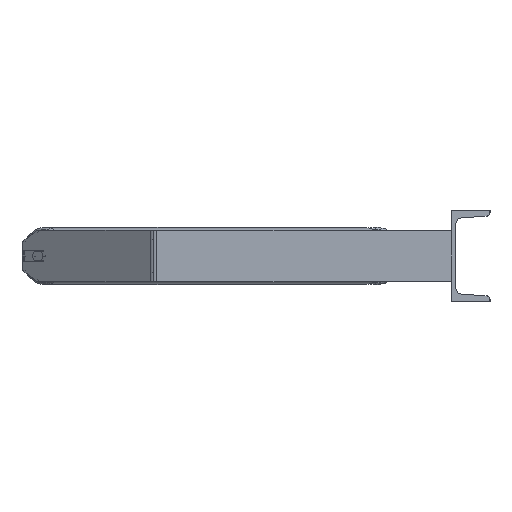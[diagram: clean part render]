
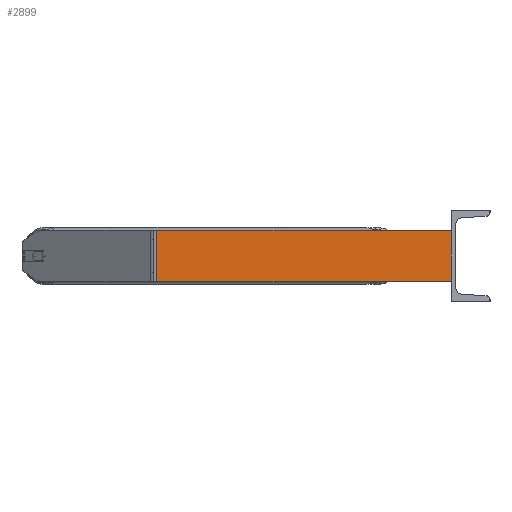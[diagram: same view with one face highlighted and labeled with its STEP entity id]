
A CAD part, left-side view. The second image highlights one B-rep face of the part: STEP entity #2899.
In plain terms, the highlighted planar face has unit normal (-1, 0, 0).
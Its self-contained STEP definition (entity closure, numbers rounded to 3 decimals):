
#25 = LINE ( 'NONE', #6261, #3826 ) ;
#192 = EDGE_LOOP ( 'NONE', ( #6575, #7845, #3032, #3509 ) ) ;
#318 = DIRECTION ( 'NONE',  ( 0., 0., -1. ) ) ;
#580 = DIRECTION ( 'NONE',  ( 0., -1., 0. ) ) ;
#760 = VECTOR ( 'NONE', #6163, 1000. ) ;
#1101 = CARTESIAN_POINT ( 'NONE',  ( -1185., 0., -40. ) ) ;
#2051 = CARTESIAN_POINT ( 'NONE',  ( -1185., 455.825, -40. ) ) ;
#2161 = AXIS2_PLACEMENT_3D ( 'NONE', #5070, #7139, #6511 ) ;
#2502 = CARTESIAN_POINT ( 'NONE',  ( -1185., 455.825, 40. ) ) ;
#2795 = DIRECTION ( 'NONE',  ( 0., -1., 0. ) ) ;
#2899 = ADVANCED_FACE ( 'NONE', ( #5244 ), #7975, .F. ) ;
#3032 = ORIENTED_EDGE ( 'NONE', *, *, #7127, .F. ) ;
#3509 = ORIENTED_EDGE ( 'NONE', *, *, #5376, .T. ) ;
#3568 = EDGE_CURVE ( 'NONE', #3570, #7810, #25, .T. ) ;
#3570 = VERTEX_POINT ( 'NONE', #2051 ) ;
#3751 = EDGE_CURVE ( 'NONE', #7997, #7810, #6554, .T. ) ;
#3826 = VECTOR ( 'NONE', #2795, 1000. ) ;
#3950 = VERTEX_POINT ( 'NONE', #8258 ) ;
#4601 = CARTESIAN_POINT ( 'NONE',  ( -1185., 0., 40. ) ) ;
#5070 = CARTESIAN_POINT ( 'NONE',  ( -1185., 461.649, 40. ) ) ;
#5228 = LINE ( 'NONE', #6278, #7921 ) ;
#5244 = FACE_OUTER_BOUND ( 'NONE', #192, .T. ) ;
#5376 = EDGE_CURVE ( 'NONE', #3950, #3570, #6742, .T. ) ;
#6163 = DIRECTION ( 'NONE',  ( 0., 0., -1. ) ) ;
#6261 = CARTESIAN_POINT ( 'NONE',  ( -1185., 461.649, -40. ) ) ;
#6278 = CARTESIAN_POINT ( 'NONE',  ( -1185., 461.649, 40. ) ) ;
#6290 = CARTESIAN_POINT ( 'NONE',  ( -1185., 0., 40. ) ) ;
#6511 = DIRECTION ( 'NONE',  ( 0., 1., 0. ) ) ;
#6554 = LINE ( 'NONE', #4601, #8582 ) ;
#6575 = ORIENTED_EDGE ( 'NONE', *, *, #3568, .T. ) ;
#6742 = LINE ( 'NONE', #2502, #760 ) ;
#7127 = EDGE_CURVE ( 'NONE', #3950, #7997, #5228, .T. ) ;
#7139 = DIRECTION ( 'NONE',  ( 1., 0., 0. ) ) ;
#7810 = VERTEX_POINT ( 'NONE', #1101 ) ;
#7845 = ORIENTED_EDGE ( 'NONE', *, *, #3751, .F. ) ;
#7921 = VECTOR ( 'NONE', #580, 1000. ) ;
#7975 = PLANE ( 'NONE',  #2161 ) ;
#7997 = VERTEX_POINT ( 'NONE', #6290 ) ;
#8258 = CARTESIAN_POINT ( 'NONE',  ( -1185., 455.825, 40. ) ) ;
#8582 = VECTOR ( 'NONE', #318, 1000. ) ;
